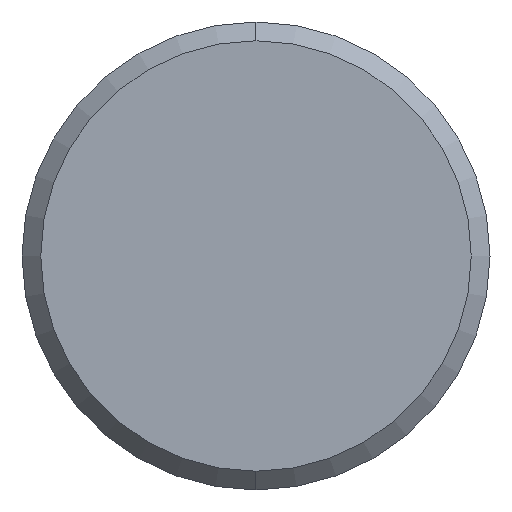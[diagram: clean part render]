
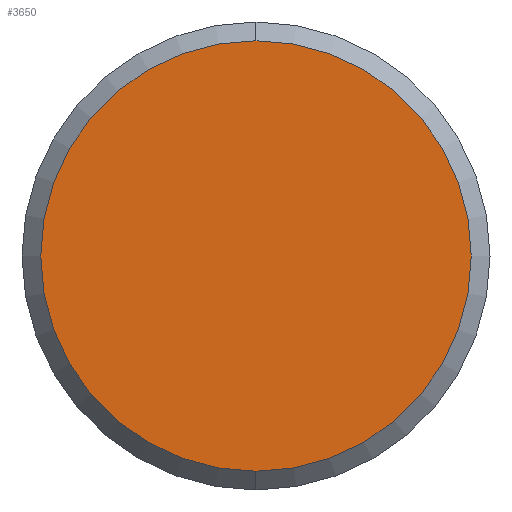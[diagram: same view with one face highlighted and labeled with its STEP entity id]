
A CAD part, left-side view. The second image highlights one B-rep face of the part: STEP entity #3650.
In plain terms, the highlighted planar face has unit normal (-1, 0, 0).
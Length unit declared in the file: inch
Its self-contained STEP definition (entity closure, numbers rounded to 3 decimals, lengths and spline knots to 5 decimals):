
#2 = DIRECTION ( 'NONE',  ( 0., 0., -1. ) ) ;
#212 = FACE_OUTER_BOUND ( 'NONE', #3604, .T. ) ;
#315 = DIRECTION ( 'NONE',  ( -1., 0., 0. ) ) ;
#488 = CIRCLE ( 'NONE', #3189, 0.17235 ) ;
#655 = DIRECTION ( 'NONE',  ( 0., 0., -1. ) ) ;
#800 = DIRECTION ( 'NONE',  ( 1., 0., 0. ) ) ;
#935 = EDGE_CURVE ( 'NONE', #1119, #3407, #488, .T. ) ;
#977 = CIRCLE ( 'NONE', #3692, 0.17235 ) ;
#1119 = VERTEX_POINT ( 'NONE', #3233 ) ;
#1384 = AXIS2_PLACEMENT_3D ( 'NONE', #1676, #800, #1435 ) ;
#1435 = DIRECTION ( 'NONE',  ( 0., 0., -1. ) ) ;
#1676 = CARTESIAN_POINT ( 'NONE',  ( 0., 0., 0. ) ) ;
#1753 = ORIENTED_EDGE ( 'NONE', *, *, #935, .T. ) ;
#1897 = CARTESIAN_POINT ( 'NONE',  ( 0., 0., -0.17235 ) ) ;
#2077 = CARTESIAN_POINT ( 'NONE',  ( 0., 0., 0. ) ) ;
#2090 = EDGE_CURVE ( 'NONE', #3407, #1119, #977, .T. ) ;
#2834 = PLANE ( 'NONE',  #1384 ) ;
#3125 = CARTESIAN_POINT ( 'NONE',  ( 0., 0., 0. ) ) ;
#3189 = AXIS2_PLACEMENT_3D ( 'NONE', #3125, #3240, #2 ) ;
#3233 = CARTESIAN_POINT ( 'NONE',  ( 0., 0., 0.17235 ) ) ;
#3240 = DIRECTION ( 'NONE',  ( -1., 0., 0. ) ) ;
#3407 = VERTEX_POINT ( 'NONE', #1897 ) ;
#3545 = ORIENTED_EDGE ( 'NONE', *, *, #2090, .T. ) ;
#3604 = EDGE_LOOP ( 'NONE', ( #3545, #1753 ) ) ;
#3650 = ADVANCED_FACE ( 'NONE', ( #212 ), #2834, .F. ) ;
#3692 = AXIS2_PLACEMENT_3D ( 'NONE', #2077, #315, #655 ) ;
